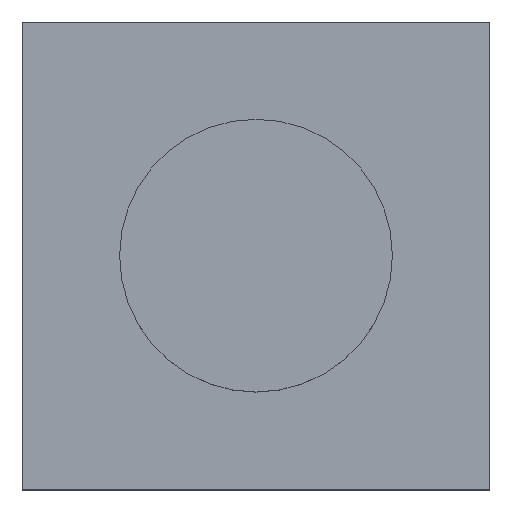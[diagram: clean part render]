
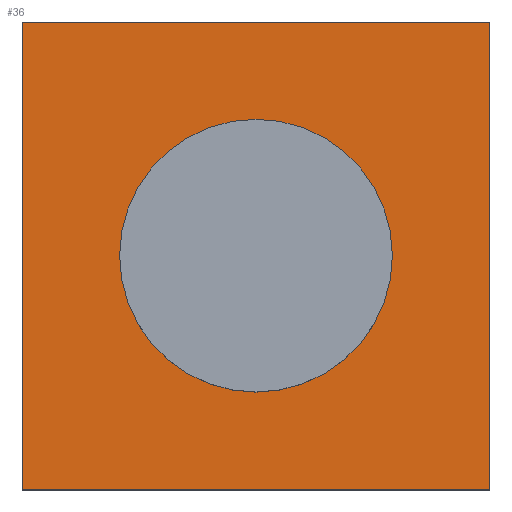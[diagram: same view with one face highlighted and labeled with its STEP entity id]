
A CAD part, top view. The second image highlights one B-rep face of the part: STEP entity #36.
In plain terms, the highlighted planar face has unit normal (0, 0, 1).
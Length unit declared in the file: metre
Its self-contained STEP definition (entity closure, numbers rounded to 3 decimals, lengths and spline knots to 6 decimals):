
#36 = ADVANCED_FACE( '', ( #71, #72 ), #73, .T. );
#71 = FACE_BOUND( '', #104, .T. );
#72 = FACE_OUTER_BOUND( '', #105, .T. );
#73 = PLANE( '', #106 );
#104 = EDGE_LOOP( '', ( #138 ) );
#105 = EDGE_LOOP( '', ( #139, #140, #141, #142 ) );
#106 = AXIS2_PLACEMENT_3D( '', #143, #144, #145 );
#138 = ORIENTED_EDGE( '', *, *, #192, .F. );
#139 = ORIENTED_EDGE( '', *, *, #187, .F. );
#140 = ORIENTED_EDGE( '', *, *, #193, .T. );
#141 = ORIENTED_EDGE( '', *, *, #194, .T. );
#142 = ORIENTED_EDGE( '', *, *, #195, .F. );
#143 = CARTESIAN_POINT( '', ( 0., 0., 0.0034 ) );
#144 = DIRECTION( '', ( 0., 0., 1. ) );
#145 = DIRECTION( '', ( 1., 0., 0. ) );
#187 = EDGE_CURVE( '', #210, #212, #213, .T. );
#192 = EDGE_CURVE( '', #219, #219, #220, .T. );
#193 = EDGE_CURVE( '', #210, #221, #222, .T. );
#194 = EDGE_CURVE( '', #221, #223, #224, .T. );
#195 = EDGE_CURVE( '', #212, #223, #225, .T. );
#210 = VERTEX_POINT( '', #243 );
#212 = VERTEX_POINT( '', #246 );
#213 = LINE( '', #247, #248 );
#219 = VERTEX_POINT( '', #255 );
#220 = CIRCLE( '', #256, 0.00175 );
#221 = VERTEX_POINT( '', #257 );
#222 = LINE( '', #258, #259 );
#223 = VERTEX_POINT( '', #260 );
#224 = LINE( '', #261, #262 );
#225 = LINE( '', #263, #264 );
#243 = CARTESIAN_POINT( '', ( 0.003, 0.003, 0.0034 ) );
#246 = CARTESIAN_POINT( '', ( 0.003, -0.003, 0.0034 ) );
#247 = CARTESIAN_POINT( '', ( 0.003, 0., 0.0034 ) );
#248 = VECTOR( '', #284, 1. );
#255 = CARTESIAN_POINT( '', ( 0.00175, 0., 0.0034 ) );
#256 = AXIS2_PLACEMENT_3D( '', #289, #290, #291 );
#257 = CARTESIAN_POINT( '', ( -0.003, 0.003, 0.0034 ) );
#258 = CARTESIAN_POINT( '', ( 0., 0.003, 0.0034 ) );
#259 = VECTOR( '', #292, 1. );
#260 = CARTESIAN_POINT( '', ( -0.003, -0.003, 0.0034 ) );
#261 = CARTESIAN_POINT( '', ( -0.003, 0., 0.0034 ) );
#262 = VECTOR( '', #293, 1. );
#263 = CARTESIAN_POINT( '', ( 0., -0.003, 0.0034 ) );
#264 = VECTOR( '', #294, 1. );
#284 = DIRECTION( '', ( 0., -1., 0. ) );
#289 = CARTESIAN_POINT( '', ( 0., 0., 0.0034 ) );
#290 = DIRECTION( '', ( 0., 0., 1. ) );
#291 = DIRECTION( '', ( 1., 0., 0. ) );
#292 = DIRECTION( '', ( -1., 0., 0. ) );
#293 = DIRECTION( '', ( 0., -1., 0. ) );
#294 = DIRECTION( '', ( -1., 0., 0. ) );
